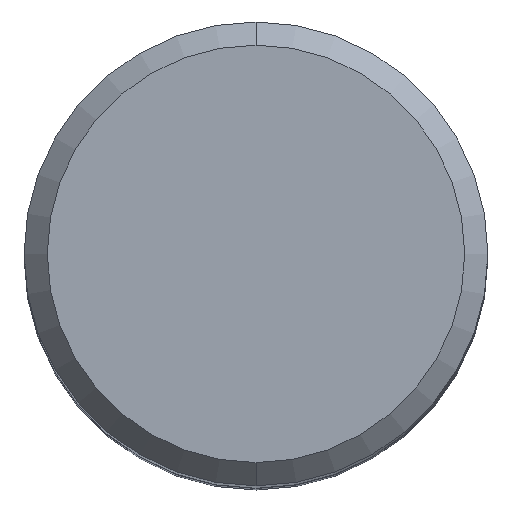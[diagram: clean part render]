
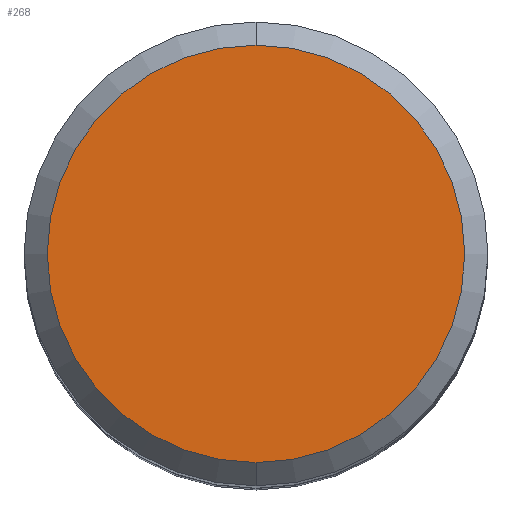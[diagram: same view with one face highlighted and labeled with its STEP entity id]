
A CAD part, top view. The second image highlights one B-rep face of the part: STEP entity #268.
In plain terms, the highlighted planar face has unit normal (0, 0, 1).
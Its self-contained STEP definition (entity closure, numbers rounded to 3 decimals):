
#118=VERTEX_POINT('',#307);
#174=VERTEX_POINT('',#368);
#208=EDGE_CURVE('',#118,#174,#408,.T.);
#268=ADVANCED_FACE('',(#477),#478,.T.);
#272=EDGE_CURVE('',#174,#118,#482,.T.);
#307=CARTESIAN_POINT('',(0.,-9.0,0.0));
#368=CARTESIAN_POINT('',(0.0,9.0,0.0));
#408=CIRCLE('',#641,9.0);
#477=FACE_OUTER_BOUND('',#725,.T.);
#478=PLANE('',#726);
#482=CIRCLE('',#732,9.0);
#641=AXIS2_PLACEMENT_3D('',#871,#872,#873);
#725=EDGE_LOOP('',(#972,#973));
#726=AXIS2_PLACEMENT_3D('',#974,#975,#976);
#732=AXIS2_PLACEMENT_3D('',#980,#981,#982);
#871=CARTESIAN_POINT('',(0.0,0.0,0.0));
#872=DIRECTION('',(0.0,0.0,-1.0));
#873=DIRECTION('',(0.0,1.0,0.0));
#972=ORIENTED_EDGE('',*,*,#272,.F.);
#973=ORIENTED_EDGE('',*,*,#208,.F.);
#974=CARTESIAN_POINT('',(0.0,4.5,0.0));
#975=DIRECTION('',(-0.0,0.0,1.0));
#976=DIRECTION('',(0.0,-1.0,0.0));
#980=CARTESIAN_POINT('',(0.0,0.0,0.0));
#981=DIRECTION('',(0.0,0.0,-1.0));
#982=DIRECTION('',(0.0,1.0,0.0));
